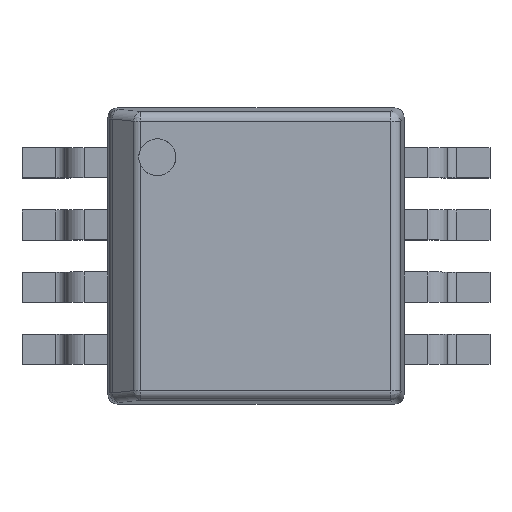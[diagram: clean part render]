
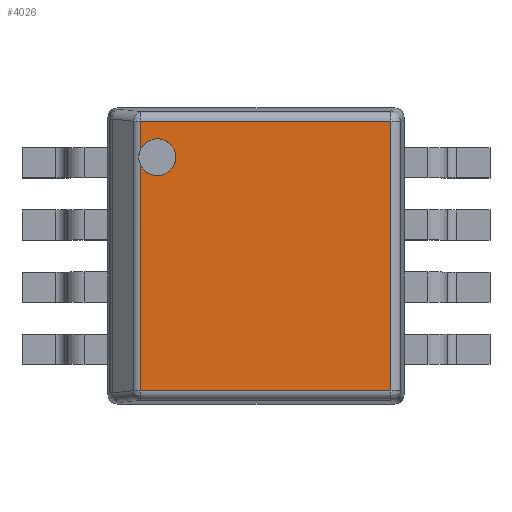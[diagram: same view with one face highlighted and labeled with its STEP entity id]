
A CAD part, top view. The second image highlights one B-rep face of the part: STEP entity #4026.
In plain terms, the highlighted planar face has unit normal (0, 0, 1).
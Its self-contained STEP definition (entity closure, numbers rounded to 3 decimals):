
#3 = EDGE_CURVE ( 'NONE', #3182, #540, #306, .T. ) ;
#18 = LINE ( 'NONE', #3792, #1701 ) ;
#50 = ORIENTED_EDGE ( 'NONE', *, *, #3, .T. ) ;
#104 = CARTESIAN_POINT ( 'NONE',  ( 0.341, 2.501, 1.1 ) ) ;
#143 = AXIS2_PLACEMENT_3D ( 'NONE', #1151, #2893, #760 ) ;
#144 = EDGE_CURVE ( 'NONE', #3074, #3182, #1973, .T. ) ;
#153 = DIRECTION ( 'NONE',  ( 1., 0., 0. ) ) ;
#261 = VERTEX_POINT ( 'NONE', #3440 ) ;
#279 = CARTESIAN_POINT ( 'NONE',  ( 0.71, 2.583, 1.1 ) ) ;
#301 = AXIS2_PLACEMENT_3D ( 'NONE', #1831, #1856, #4300 ) ;
#306 = CIRCLE ( 'NONE', #3073, 0.194 ) ;
#540 = VERTEX_POINT ( 'NONE', #104 ) ;
#626 = CARTESIAN_POINT ( 'NONE',  ( 0.3, 0.14, 1.1 ) ) ;
#760 = DIRECTION ( 'NONE',  ( 1., 0., 0. ) ) ;
#768 = VECTOR ( 'NONE', #4150, 1000. ) ;
#855 = CARTESIAN_POINT ( 'NONE',  ( 0.517, 2.583, 1.1 ) ) ;
#963 = EDGE_CURVE ( 'NONE', #261, #3524, #1950, .T. ) ;
#993 = LINE ( 'NONE', #2776, #768 ) ;
#1151 = CARTESIAN_POINT ( 'NONE',  ( 0., 0., 1.1 ) ) ;
#1205 = ORIENTED_EDGE ( 'NONE', *, *, #3503, .F. ) ;
#1518 = DIRECTION ( 'NONE',  ( 0., 0., -1. ) ) ;
#1599 = LINE ( 'NONE', #3332, #2878 ) ;
#1701 = VECTOR ( 'NONE', #3069, 1000. ) ;
#1806 = FACE_OUTER_BOUND ( 'NONE', #4276, .T. ) ;
#1831 = CARTESIAN_POINT ( 'NONE',  ( 0.517, 2.583, 1.1 ) ) ;
#1856 = DIRECTION ( 'NONE',  ( 0., 0., -1. ) ) ;
#1950 = LINE ( 'NONE', #626, #4313 ) ;
#1973 = CIRCLE ( 'NONE', #301, 0.194 ) ;
#2089 = EDGE_CURVE ( 'NONE', #3671, #261, #1599, .T. ) ;
#2268 = CARTESIAN_POINT ( 'NONE',  ( 0.341, 2.666, 1.1 ) ) ;
#2272 = ORIENTED_EDGE ( 'NONE', *, *, #963, .F. ) ;
#2378 = ORIENTED_EDGE ( 'NONE', *, *, #144, .T. ) ;
#2701 = DIRECTION ( 'NONE',  ( -1., 0., 0. ) ) ;
#2776 = CARTESIAN_POINT ( 'NONE',  ( 0.341, 0., 1.1 ) ) ;
#2790 = CARTESIAN_POINT ( 'NONE',  ( 0.341, 2.96, 1.1 ) ) ;
#2813 = VECTOR ( 'NONE', #4362, 1000. ) ;
#2878 = VECTOR ( 'NONE', #3681, 1000. ) ;
#2887 = CARTESIAN_POINT ( 'NONE',  ( 2.96, 2.96, 1.1 ) ) ;
#2893 = DIRECTION ( 'NONE',  ( 0., 0., 1. ) ) ;
#2960 = EDGE_CURVE ( 'NONE', #540, #3524, #993, .T. ) ;
#2981 = EDGE_CURVE ( 'NONE', #3236, #3074, #18, .T. ) ;
#3034 = ORIENTED_EDGE ( 'NONE', *, *, #2960, .T. ) ;
#3069 = DIRECTION ( 'NONE',  ( 0., -1., 0. ) ) ;
#3073 = AXIS2_PLACEMENT_3D ( 'NONE', #855, #1518, #153 ) ;
#3074 = VERTEX_POINT ( 'NONE', #2268 ) ;
#3182 = VERTEX_POINT ( 'NONE', #279 ) ;
#3236 = VERTEX_POINT ( 'NONE', #2790 ) ;
#3282 = CARTESIAN_POINT ( 'NONE',  ( 0.3, 2.96, 1.1 ) ) ;
#3332 = CARTESIAN_POINT ( 'NONE',  ( 2.96, 0.05, 1.1 ) ) ;
#3440 = CARTESIAN_POINT ( 'NONE',  ( 2.96, 0.14, 1.1 ) ) ;
#3503 = EDGE_CURVE ( 'NONE', #3236, #3671, #4401, .T. ) ;
#3524 = VERTEX_POINT ( 'NONE', #3697 ) ;
#3610 = PLANE ( 'NONE',  #143 ) ;
#3671 = VERTEX_POINT ( 'NONE', #2887 ) ;
#3681 = DIRECTION ( 'NONE',  ( 0., -1., 0. ) ) ;
#3697 = CARTESIAN_POINT ( 'NONE',  ( 0.341, 0.14, 1.1 ) ) ;
#3792 = CARTESIAN_POINT ( 'NONE',  ( 0.341, 0., 1.1 ) ) ;
#4026 = ADVANCED_FACE ( 'NONE', ( #1806 ), #3610, .T. ) ;
#4083 = ORIENTED_EDGE ( 'NONE', *, *, #2089, .F. ) ;
#4150 = DIRECTION ( 'NONE',  ( 0., -1., 0. ) ) ;
#4276 = EDGE_LOOP ( 'NONE', ( #2272, #4083, #1205, #4418, #2378, #50, #3034 ) ) ;
#4300 = DIRECTION ( 'NONE',  ( 1., 0., 0. ) ) ;
#4313 = VECTOR ( 'NONE', #2701, 1000. ) ;
#4362 = DIRECTION ( 'NONE',  ( 1., 0., 0. ) ) ;
#4401 = LINE ( 'NONE', #3282, #2813 ) ;
#4418 = ORIENTED_EDGE ( 'NONE', *, *, #2981, .T. ) ;
